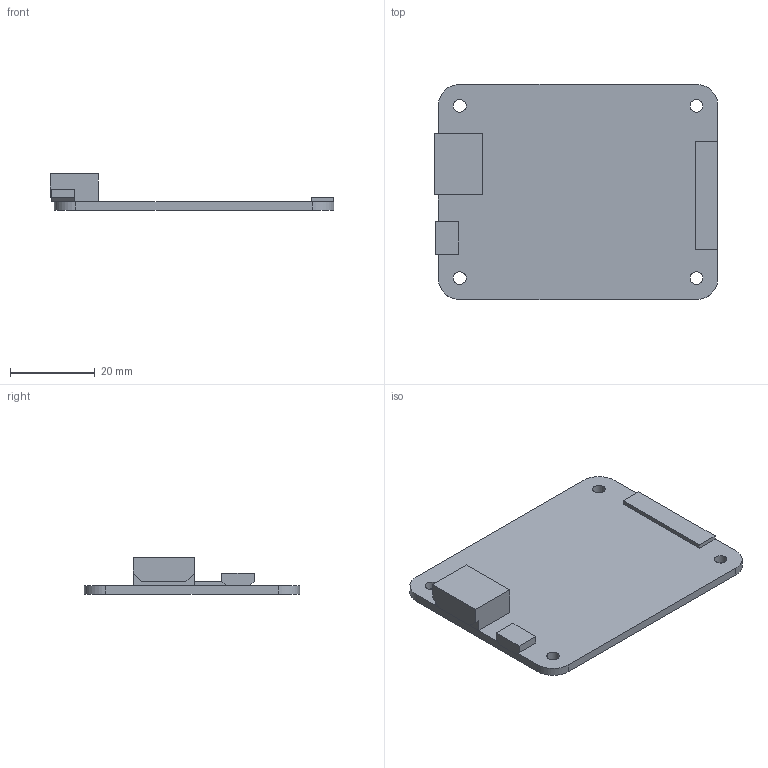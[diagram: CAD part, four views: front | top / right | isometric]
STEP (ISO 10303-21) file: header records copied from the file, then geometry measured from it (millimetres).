
FILE_DESCRIPTION(/* description */ (''),/* implementation_level */ '2;1');
FILE_NAME(/* name */ '2218 HDMI TPF401 Breakout.step',/* time_stamp */ '2018-07-07T16:05:53-04:00',/* author */ ('Adafruit'),/* organization */ (''),/* preprocessor_version */ 'ST-DEVELOPER v17',/* originating_system */ 'Autodesk Translation Framework v7.1.0.215',/* authorisation */ '');
FILE_SCHEMA (('AUTOMOTIVE_DESIGN { 1 0 10303 214 3 1 1 }'));
Length unit declared in the file: millimetre
Products named in the file (1): HDMI TPF401 Breakout
Bounding box: 67.04 x 50.8 x 8.6 mm (x, y, z)
Volume: 7922.2 mm3; surface area: 8276.4 mm2
Topology: 4 solids, 4 shells, 38 faces, 90 edges, 60 vertices
Faces by surface type: plane 30, cylinder 8
Full cylindrical faces by diameter (mm): 3 x4
Entity records: 1136 total; most frequent: CARTESIAN_POINT 189, DIRECTION 184, ORIENTED_EDGE 180, EDGE_CURVE 90, LINE 74, VECTOR 74, VERTEX_POINT 60, AXIS2_PLACEMENT_3D 55
